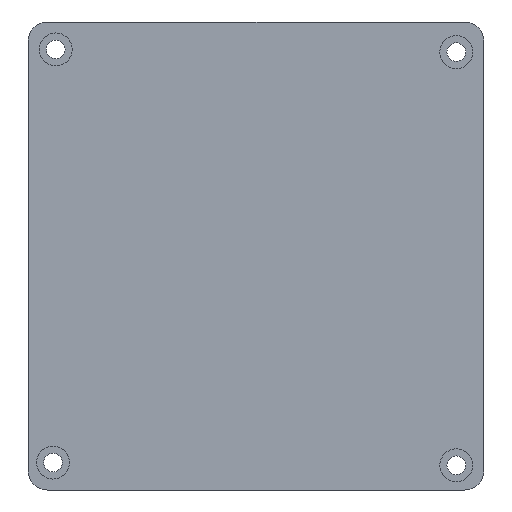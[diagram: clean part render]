
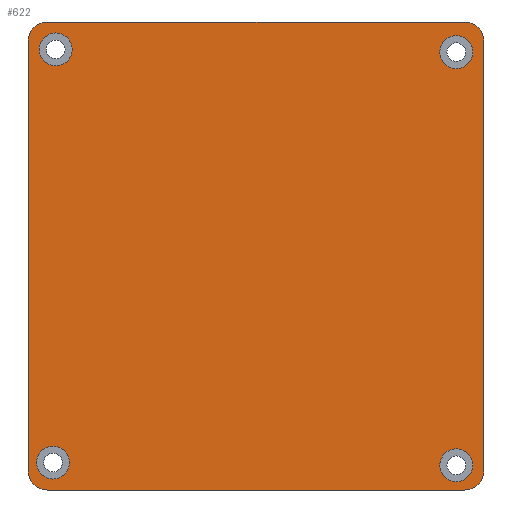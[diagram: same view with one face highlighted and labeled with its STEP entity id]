
A CAD part, front view. The second image highlights one B-rep face of the part: STEP entity #622.
In plain terms, the highlighted planar face has unit normal (0, -1, 0).
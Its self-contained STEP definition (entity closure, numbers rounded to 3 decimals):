
#23=FACE_BOUND('',#117,.T.);
#24=FACE_BOUND('',#118,.T.);
#25=FACE_BOUND('',#119,.T.);
#26=FACE_BOUND('',#120,.T.);
#48=PLANE('',#691);
#78=FACE_OUTER_BOUND('',#116,.T.);
#116=EDGE_LOOP('',(#549,#550,#551,#552,#553,#554,#555,#556));
#117=EDGE_LOOP('',(#557));
#118=EDGE_LOOP('',(#558));
#119=EDGE_LOOP('',(#559));
#120=EDGE_LOOP('',(#560));
#137=LINE('',#903,#197);
#154=LINE('',#952,#214);
#157=LINE('',#960,#217);
#159=LINE('',#966,#219);
#197=VECTOR('',#721,10.);
#214=VECTOR('',#760,10.);
#217=VECTOR('',#769,10.);
#219=VECTOR('',#777,10.);
#254=CIRCLE('',#648,3.5);
#262=CIRCLE('',#659,3.5);
#263=CIRCLE('',#662,3.5);
#264=CIRCLE('',#665,3.5);
#266=CIRCLE('',#679,3.);
#268=CIRCLE('',#682,3.);
#270=CIRCLE('',#685,3.);
#272=CIRCLE('',#688,3.);
#279=VERTEX_POINT('',#893);
#280=VERTEX_POINT('',#895);
#282=VERTEX_POINT('',#901);
#300=VERTEX_POINT('',#941);
#303=VERTEX_POINT('',#950);
#304=VERTEX_POINT('',#954);
#305=VERTEX_POINT('',#958);
#306=VERTEX_POINT('',#962);
#322=VERTEX_POINT('',#1018);
#324=VERTEX_POINT('',#1024);
#326=VERTEX_POINT('',#1030);
#328=VERTEX_POINT('',#1036);
#335=EDGE_CURVE('',#279,#280,#254,.T.);
#339=EDGE_CURVE('',#279,#282,#137,.T.);
#359=EDGE_CURVE('',#300,#282,#262,.T.);
#364=EDGE_CURVE('',#300,#303,#154,.T.);
#366=EDGE_CURVE('',#304,#303,#263,.T.);
#368=EDGE_CURVE('',#304,#305,#157,.T.);
#370=EDGE_CURVE('',#306,#305,#264,.T.);
#371=EDGE_CURVE('',#306,#280,#159,.T.);
#398=EDGE_CURVE('',#322,#322,#266,.T.);
#401=EDGE_CURVE('',#324,#324,#268,.T.);
#404=EDGE_CURVE('',#326,#326,#270,.T.);
#407=EDGE_CURVE('',#328,#328,#272,.T.);
#549=ORIENTED_EDGE('',*,*,#335,.F.);
#550=ORIENTED_EDGE('',*,*,#339,.T.);
#551=ORIENTED_EDGE('',*,*,#359,.F.);
#552=ORIENTED_EDGE('',*,*,#364,.T.);
#553=ORIENTED_EDGE('',*,*,#366,.F.);
#554=ORIENTED_EDGE('',*,*,#368,.T.);
#555=ORIENTED_EDGE('',*,*,#370,.F.);
#556=ORIENTED_EDGE('',*,*,#371,.T.);
#557=ORIENTED_EDGE('',*,*,#407,.F.);
#558=ORIENTED_EDGE('',*,*,#398,.F.);
#559=ORIENTED_EDGE('',*,*,#401,.F.);
#560=ORIENTED_EDGE('',*,*,#404,.F.);
#622=ADVANCED_FACE('',(#78,#23,#24,#25,#26),#48,.F.);
#648=AXIS2_PLACEMENT_3D('',#896,#714,#715);
#659=AXIS2_PLACEMENT_3D('',#943,#752,#753);
#662=AXIS2_PLACEMENT_3D('',#956,#764,#765);
#665=AXIS2_PLACEMENT_3D('',#964,#773,#774);
#679=AXIS2_PLACEMENT_3D('',#1020,#827,#828);
#682=AXIS2_PLACEMENT_3D('',#1026,#834,#835);
#685=AXIS2_PLACEMENT_3D('',#1032,#841,#842);
#688=AXIS2_PLACEMENT_3D('',#1038,#848,#849);
#691=AXIS2_PLACEMENT_3D('',#1042,#855,#856);
#714=DIRECTION('center_axis',(0.,1.,0.));
#715=DIRECTION('ref_axis',(-0.707,0.,0.707));
#721=DIRECTION('',(0.,0.,-1.));
#752=DIRECTION('center_axis',(0.,1.,0.));
#753=DIRECTION('ref_axis',(-0.707,0.,-0.707));
#760=DIRECTION('',(1.,0.,0.));
#764=DIRECTION('center_axis',(0.,1.,0.));
#765=DIRECTION('ref_axis',(0.707,0.,-0.707));
#769=DIRECTION('',(0.,0.,1.));
#773=DIRECTION('center_axis',(0.,1.,0.));
#774=DIRECTION('ref_axis',(0.707,0.,0.707));
#777=DIRECTION('',(-1.,0.,0.));
#827=DIRECTION('center_axis',(0.,-1.,0.));
#828=DIRECTION('ref_axis',(1.,0.,0.));
#834=DIRECTION('center_axis',(0.,-1.,0.));
#835=DIRECTION('ref_axis',(1.,0.,0.));
#841=DIRECTION('center_axis',(0.,-1.,0.));
#842=DIRECTION('ref_axis',(1.,0.,0.));
#848=DIRECTION('center_axis',(0.,-1.,0.));
#849=DIRECTION('ref_axis',(1.,0.,0.));
#855=DIRECTION('center_axis',(0.,1.,0.));
#856=DIRECTION('ref_axis',(1.,0.,0.));
#893=CARTESIAN_POINT('',(-10.,0.,71.8));
#895=CARTESIAN_POINT('',(-6.5,0.,75.3));
#896=CARTESIAN_POINT('Origin',(-6.5,0.,71.8));
#901=CARTESIAN_POINT('',(-10.,0.,-6.5));
#903=CARTESIAN_POINT('',(-10.,0.,75.3));
#941=CARTESIAN_POINT('',(-6.5,0.,-10.));
#943=CARTESIAN_POINT('Origin',(-6.5,0.,-6.5));
#950=CARTESIAN_POINT('',(69.5,0.,-10.));
#952=CARTESIAN_POINT('',(-10.,0.,-10.));
#954=CARTESIAN_POINT('',(73.,0.,-6.5));
#956=CARTESIAN_POINT('Origin',(69.5,0.,-6.5));
#958=CARTESIAN_POINT('',(73.,0.,71.8));
#960=CARTESIAN_POINT('',(73.,0.,-10.));
#962=CARTESIAN_POINT('',(69.5,0.,75.3));
#964=CARTESIAN_POINT('Origin',(69.5,0.,71.8));
#966=CARTESIAN_POINT('',(73.,0.,75.3));
#1018=CARTESIAN_POINT('',(65.,0.,-5.5));
#1020=CARTESIAN_POINT('Origin',(68.,0.,-5.5));
#1024=CARTESIAN_POINT('',(65.,0.,69.8));
#1026=CARTESIAN_POINT('Origin',(68.,0.,69.8));
#1030=CARTESIAN_POINT('',(-8.,0.,70.3));
#1032=CARTESIAN_POINT('Origin',(-5.,0.,70.3));
#1036=CARTESIAN_POINT('',(-8.5,0.,-5.));
#1038=CARTESIAN_POINT('Origin',(-5.5,0.,-5.));
#1042=CARTESIAN_POINT('Origin',(31.5,0.,32.65));
